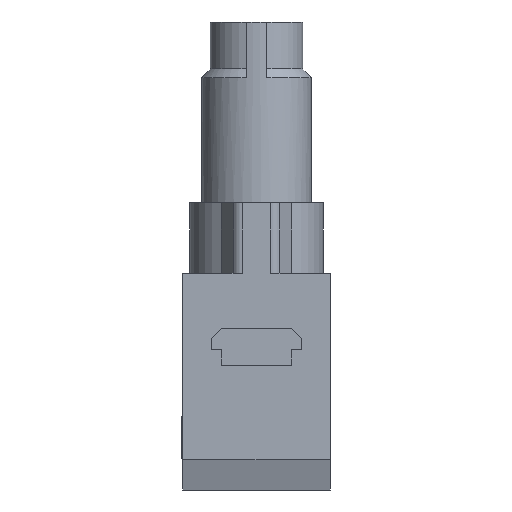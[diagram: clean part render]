
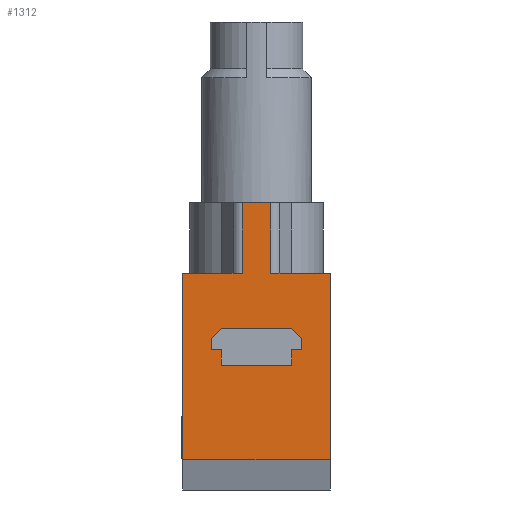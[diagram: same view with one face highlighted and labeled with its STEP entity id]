
A CAD part, front view. The second image highlights one B-rep face of the part: STEP entity #1312.
In plain terms, the highlighted planar face has unit normal (0, -1, 0).
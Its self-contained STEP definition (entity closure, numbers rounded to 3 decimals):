
#1312=ADVANCED_FACE('',(#1888,#1889),#1569,.F.);
#1569=PLANE('',#5931);
#1888=FACE_BOUND('',#2043,.T.);
#1889=FACE_BOUND('',#2044,.T.);
#2043=EDGE_LOOP('',(#2596,#2597,#2598,#2599,#2600,#2601,#2602,#2603));
#2044=EDGE_LOOP('',(#2604,#2605,#2606,#2607,#2608,#2609,#2610,#2611,#2612,
#2613));
#2596=ORIENTED_EDGE('',*,*,#4232,.F.);
#2597=ORIENTED_EDGE('',*,*,#4119,.F.);
#2598=ORIENTED_EDGE('',*,*,#4233,.T.);
#2599=ORIENTED_EDGE('',*,*,#4234,.F.);
#2600=ORIENTED_EDGE('',*,*,#4235,.T.);
#2601=ORIENTED_EDGE('',*,*,#4236,.F.);
#2602=ORIENTED_EDGE('',*,*,#4025,.T.);
#2603=ORIENTED_EDGE('',*,*,#4237,.T.);
#2604=ORIENTED_EDGE('',*,*,#4238,.F.);
#2605=ORIENTED_EDGE('',*,*,#4239,.T.);
#2606=ORIENTED_EDGE('',*,*,#4240,.T.);
#2607=ORIENTED_EDGE('',*,*,#4241,.T.);
#2608=ORIENTED_EDGE('',*,*,#4242,.T.);
#2609=ORIENTED_EDGE('',*,*,#4243,.T.);
#2610=ORIENTED_EDGE('',*,*,#4217,.F.);
#2611=ORIENTED_EDGE('',*,*,#4244,.T.);
#2612=ORIENTED_EDGE('',*,*,#4245,.T.);
#2613=ORIENTED_EDGE('',*,*,#4246,.F.);
#3585=VERTEX_POINT('',#7931);
#3586=VERTEX_POINT('',#7933);
#3678=VERTEX_POINT('',#8261);
#3679=VERTEX_POINT('',#8262);
#3754=VERTEX_POINT('',#8568);
#3755=VERTEX_POINT('',#8570);
#3767=VERTEX_POINT('',#8600);
#3768=VERTEX_POINT('',#8602);
#3769=VERTEX_POINT('',#8604);
#3770=VERTEX_POINT('',#8606);
#3771=VERTEX_POINT('',#8610);
#3772=VERTEX_POINT('',#8611);
#3773=VERTEX_POINT('',#8613);
#3774=VERTEX_POINT('',#8615);
#3775=VERTEX_POINT('',#8617);
#3776=VERTEX_POINT('',#8619);
#3777=VERTEX_POINT('',#8622);
#3778=VERTEX_POINT('',#8624);
#4025=EDGE_CURVE('',#3586,#3585,#4659,.T.);
#4119=EDGE_CURVE('',#3678,#3679,#4721,.T.);
#4217=EDGE_CURVE('',#3754,#3755,#4765,.T.);
#4232=EDGE_CURVE('',#3679,#3767,#4779,.T.);
#4233=EDGE_CURVE('',#3678,#3768,#4780,.T.);
#4234=EDGE_CURVE('',#3769,#3768,#4781,.T.);
#4235=EDGE_CURVE('',#3769,#3770,#4782,.T.);
#4236=EDGE_CURVE('',#3586,#3770,#4783,.T.);
#4237=EDGE_CURVE('',#3585,#3767,#4784,.T.);
#4238=EDGE_CURVE('',#3771,#3772,#4785,.T.);
#4239=EDGE_CURVE('',#3771,#3773,#4786,.T.);
#4240=EDGE_CURVE('',#3773,#3774,#4787,.T.);
#4241=EDGE_CURVE('',#3774,#3775,#4788,.T.);
#4242=EDGE_CURVE('',#3775,#3776,#4789,.T.);
#4243=EDGE_CURVE('',#3776,#3755,#4790,.T.);
#4244=EDGE_CURVE('',#3754,#3777,#4791,.T.);
#4245=EDGE_CURVE('',#3777,#3778,#4792,.T.);
#4246=EDGE_CURVE('',#3772,#3778,#4793,.T.);
#4659=LINE('',#7932,#5092);
#4721=LINE('',#8260,#5154);
#4765=LINE('',#8569,#5198);
#4779=LINE('',#8599,#5212);
#4780=LINE('',#8601,#5213);
#4781=LINE('',#8603,#5214);
#4782=LINE('',#8605,#5215);
#4783=LINE('',#8607,#5216);
#4784=LINE('',#8608,#5217);
#4785=LINE('',#8609,#5218);
#4786=LINE('',#8612,#5219);
#4787=LINE('',#8614,#5220);
#4788=LINE('',#8616,#5221);
#4789=LINE('',#8618,#5222);
#4790=LINE('',#8620,#5223);
#4791=LINE('',#8621,#5224);
#4792=LINE('',#8623,#5225);
#4793=LINE('',#8625,#5226);
#5092=VECTOR('',#6226,1.);
#5154=VECTOR('',#6308,1.);
#5198=VECTOR('',#6492,1.);
#5212=VECTOR('',#6514,1.);
#5213=VECTOR('',#6515,1.);
#5214=VECTOR('',#6516,1.);
#5215=VECTOR('',#6517,1.);
#5216=VECTOR('',#6518,1.);
#5217=VECTOR('',#6519,1.);
#5218=VECTOR('',#6520,1.);
#5219=VECTOR('',#6521,1.);
#5220=VECTOR('',#6522,1.);
#5221=VECTOR('',#6523,1.);
#5222=VECTOR('',#6524,1.);
#5223=VECTOR('',#6525,1.);
#5224=VECTOR('',#6526,1.);
#5225=VECTOR('',#6527,1.);
#5226=VECTOR('',#6528,1.);
#5931=AXIS2_PLACEMENT_3D('',#8626,#6529,#6530);
#6226=DIRECTION('',(0.,0.,-1.));
#6308=DIRECTION('',(1.,0.,0.));
#6492=DIRECTION('',(1.,0.,0.));
#6514=DIRECTION('',(0.,0.,-1.));
#6515=DIRECTION('',(0.,0.,1.));
#6516=DIRECTION('',(1.,0.,0.));
#6517=DIRECTION('',(0.,0.,-1.));
#6518=DIRECTION('',(1.,0.,0.));
#6519=DIRECTION('',(1.,0.,0.));
#6520=DIRECTION('',(1.,0.,0.));
#6521=DIRECTION('',(0.,0.,1.));
#6522=DIRECTION('',(0.707,0.,0.707));
#6523=DIRECTION('',(1.,0.,0.));
#6524=DIRECTION('',(0.707,0.,-0.707));
#6525=DIRECTION('',(0.,0.,-1.));
#6526=DIRECTION('',(0.,0.,-1.));
#6527=DIRECTION('',(-1.,0.,0.));
#6528=DIRECTION('',(0.,0.,-1.));
#6529=DIRECTION('',(0.,1.,0.));
#6530=DIRECTION('',(0.,0.,1.));
#7931=CARTESIAN_POINT('',(-7.325,-15.15,-9.35));
#7932=CARTESIAN_POINT('',(-7.325,-15.15,9.1));
#7933=CARTESIAN_POINT('',(-7.325,-15.15,9.1));
#8260=CARTESIAN_POINT('',(-7.325,-15.15,9.1));
#8261=CARTESIAN_POINT('',(1.428,-15.15,9.1));
#8262=CARTESIAN_POINT('',(7.325,-15.15,9.1));
#8568=CARTESIAN_POINT('',(3.475,-15.15,1.55));
#8569=CARTESIAN_POINT('',(-7.325,-15.15,1.55));
#8570=CARTESIAN_POINT('',(4.475,-15.15,1.55));
#8599=CARTESIAN_POINT('',(7.325,-15.15,9.1));
#8600=CARTESIAN_POINT('',(7.325,-15.15,-9.35));
#8601=CARTESIAN_POINT('',(1.428,-15.15,9.1));
#8602=CARTESIAN_POINT('',(1.428,-15.15,16.1));
#8603=CARTESIAN_POINT('',(-2.,-15.15,16.1));
#8604=CARTESIAN_POINT('',(-1.428,-15.15,16.1));
#8605=CARTESIAN_POINT('',(-1.428,-15.15,9.1));
#8606=CARTESIAN_POINT('',(-1.428,-15.15,9.1));
#8607=CARTESIAN_POINT('',(-7.325,-15.15,9.1));
#8608=CARTESIAN_POINT('',(-7.325,-15.15,-9.35));
#8609=CARTESIAN_POINT('',(-7.325,-15.15,1.55));
#8610=CARTESIAN_POINT('',(-4.475,-15.15,1.55));
#8611=CARTESIAN_POINT('',(-3.475,-15.15,1.55));
#8612=CARTESIAN_POINT('',(-4.475,-15.15,1.55));
#8613=CARTESIAN_POINT('',(-4.475,-15.15,2.65));
#8614=CARTESIAN_POINT('',(-4.475,-15.15,2.65));
#8615=CARTESIAN_POINT('',(-3.475,-15.15,3.65));
#8616=CARTESIAN_POINT('',(-3.475,-15.15,3.65));
#8617=CARTESIAN_POINT('',(3.475,-15.15,3.65));
#8618=CARTESIAN_POINT('',(3.475,-15.15,3.65));
#8619=CARTESIAN_POINT('',(4.475,-15.15,2.65));
#8620=CARTESIAN_POINT('',(4.475,-15.15,2.65));
#8621=CARTESIAN_POINT('',(3.475,-15.15,9.1));
#8622=CARTESIAN_POINT('',(3.475,-15.15,0.));
#8623=CARTESIAN_POINT('',(3.475,-15.15,0.));
#8624=CARTESIAN_POINT('',(-3.475,-15.15,0.));
#8625=CARTESIAN_POINT('',(-3.475,-15.15,9.1));
#8626=CARTESIAN_POINT('',(-7.325,-15.15,9.1));
